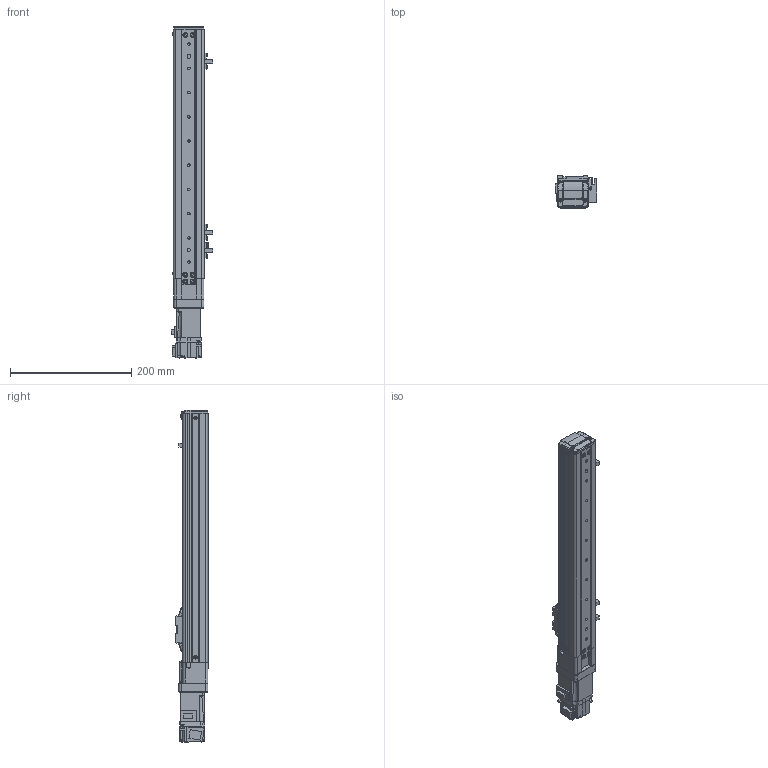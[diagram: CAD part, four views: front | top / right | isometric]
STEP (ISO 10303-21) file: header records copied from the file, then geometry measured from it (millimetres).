
FILE_DESCRIPTION (( 'STEP AP214' ), '1' );
FILE_NAME ('YSC50-MS-300.STEP', '2018-10-15T08:07:35', ( '' ), ( '' ), 'SwSTEP 2.0', 'SolidWorks 2016', '' );
FILE_SCHEMA (( 'AUTOMOTIVE_DESIGN' ));
Length unit declared in the file: millimetre
Products named in the file (8): YSC5005-MS; YSC5001-MS-300; YSC5002-MS; YSC5001-MS; YSC5003-MS; YSC50-MS-300; YSC5006-MS; YSC5004-MS
Assembly tree (9 placements, depth 2):
  YSC50-MS-300
    YSC5001-MS-300
    YSC5002-MS
    YSC5003-MS
    YSC5004-MS  x3
    YSC5005-MS
    YSC5006-MS
    YSC5001-MS
Bounding box: 68 x 54 x 548.4 mm (x, y, z)
Volume: 1005805.7 mm3; surface area: 233107.4 mm2
Topology: 45 solids, 50 shells, 2517 faces, 5728 edges, 3341 vertices
Faces by surface type: cone 921, plane 735, cylinder 694, torus 114, bspline 27, sphere 26
Entity records: 82139 total; most frequent: CARTESIAN_POINT 14222, DIRECTION 10008, ORIENTED_EDGE 9220, EDGE_CURVE 4634, AXIS2_PLACEMENT_3D 3798, VERTEX_POINT 2741, LINE 2412, VECTOR 2412
